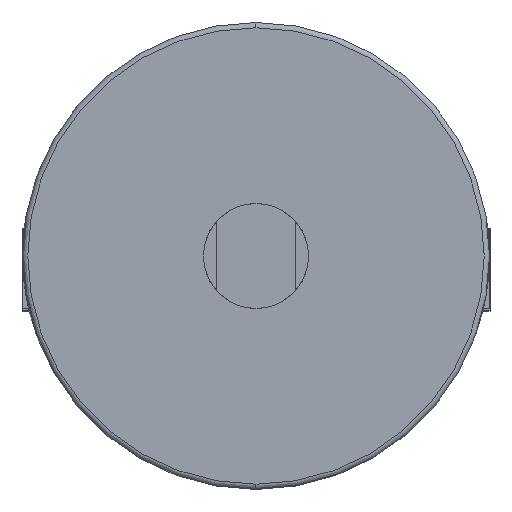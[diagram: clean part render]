
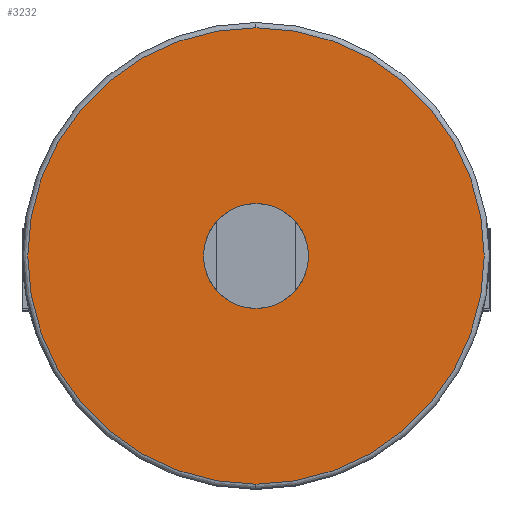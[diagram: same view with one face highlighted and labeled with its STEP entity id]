
A CAD part, left-side view. The second image highlights one B-rep face of the part: STEP entity #3232.
In plain terms, the highlighted planar face has unit normal (-1, 0, 0).
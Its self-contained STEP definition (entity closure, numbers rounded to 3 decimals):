
#234 = PLANE ( 'NONE',  #11564 ) ;
#450 = CIRCLE ( 'NONE', #8904, 43.5 ) ;
#1421 = CARTESIAN_POINT ( 'NONE',  ( -475., 0., 10. ) ) ;
#2553 = ORIENTED_EDGE ( 'NONE', *, *, #6408, .F. ) ;
#3232 = ADVANCED_FACE ( 'NONE', ( #9402, #4366 ), #234, .T. ) ;
#3494 = AXIS2_PLACEMENT_3D ( 'NONE', #4593, #13162, #5821 ) ;
#4366 = FACE_BOUND ( 'NONE', #6263, .T. ) ;
#4407 = CARTESIAN_POINT ( 'NONE',  ( -475., 0., 0. ) ) ;
#4485 = CARTESIAN_POINT ( 'NONE',  ( -475., 0., 0. ) ) ;
#4593 = CARTESIAN_POINT ( 'NONE',  ( -475., 0., 0. ) ) ;
#4959 = VERTEX_POINT ( 'NONE', #1421 ) ;
#5366 = CARTESIAN_POINT ( 'NONE',  ( -475., 44.5, 0. ) ) ;
#5619 = CIRCLE ( 'NONE', #12958, 43.5 ) ;
#5662 = DIRECTION ( 'NONE',  ( 0., 0., 1. ) ) ;
#5723 = DIRECTION ( 'NONE',  ( 0., 0., 1. ) ) ;
#5821 = DIRECTION ( 'NONE',  ( 0., 0., 1. ) ) ;
#5937 = VERTEX_POINT ( 'NONE', #8031 ) ;
#6263 = EDGE_LOOP ( 'NONE', ( #15682, #2553 ) ) ;
#6408 = EDGE_CURVE ( 'NONE', #4959, #16049, #11067, .T. ) ;
#6597 = DIRECTION ( 'NONE',  ( 0., 0., 1. ) ) ;
#6823 = CARTESIAN_POINT ( 'NONE',  ( -475., 0., -10. ) ) ;
#7199 = CARTESIAN_POINT ( 'NONE',  ( -475., 0., 0. ) ) ;
#8031 = CARTESIAN_POINT ( 'NONE',  ( -475., 0., -43.5 ) ) ;
#8096 = VERTEX_POINT ( 'NONE', #13438 ) ;
#8330 = EDGE_LOOP ( 'NONE', ( #11255, #9233 ) ) ;
#8451 = DIRECTION ( 'NONE',  ( 0., 0., 1. ) ) ;
#8904 = AXIS2_PLACEMENT_3D ( 'NONE', #4485, #13067, #5723 ) ;
#9233 = ORIENTED_EDGE ( 'NONE', *, *, #13838, .T. ) ;
#9402 = FACE_OUTER_BOUND ( 'NONE', #8330, .T. ) ;
#11067 = CIRCLE ( 'NONE', #12417, 10. ) ;
#11255 = ORIENTED_EDGE ( 'NONE', *, *, #14080, .T. ) ;
#11564 = AXIS2_PLACEMENT_3D ( 'NONE', #5366, #13927, #6597 ) ;
#12370 = CIRCLE ( 'NONE', #3494, 10. ) ;
#12417 = AXIS2_PLACEMENT_3D ( 'NONE', #7199, #15734, #8451 ) ;
#12958 = AXIS2_PLACEMENT_3D ( 'NONE', #4407, #12998, #5662 ) ;
#12998 = DIRECTION ( 'NONE',  ( -1., 0., 0. ) ) ;
#13067 = DIRECTION ( 'NONE',  ( -1., 0., 0. ) ) ;
#13162 = DIRECTION ( 'NONE',  ( -1., 0., 0. ) ) ;
#13438 = CARTESIAN_POINT ( 'NONE',  ( -475., 0., 43.5 ) ) ;
#13838 = EDGE_CURVE ( 'NONE', #5937, #8096, #450, .T. ) ;
#13927 = DIRECTION ( 'NONE',  ( -1., 0., 0. ) ) ;
#14080 = EDGE_CURVE ( 'NONE', #8096, #5937, #5619, .T. ) ;
#15681 = EDGE_CURVE ( 'NONE', #16049, #4959, #12370, .T. ) ;
#15682 = ORIENTED_EDGE ( 'NONE', *, *, #15681, .F. ) ;
#15734 = DIRECTION ( 'NONE',  ( -1., 0., 0. ) ) ;
#16049 = VERTEX_POINT ( 'NONE', #6823 ) ;
